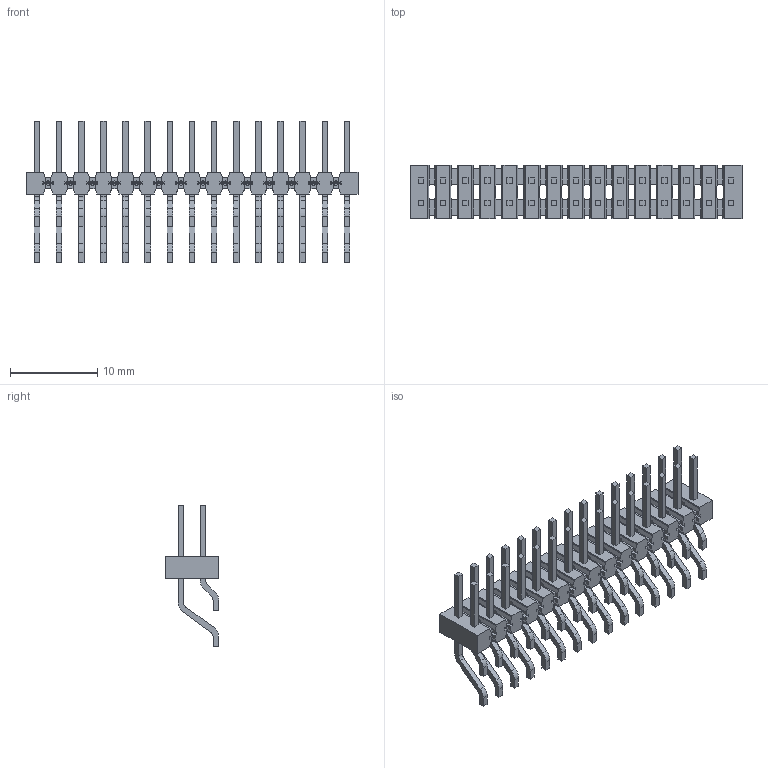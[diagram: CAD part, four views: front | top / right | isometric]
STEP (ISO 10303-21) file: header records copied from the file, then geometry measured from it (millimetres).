
FILE_DESCRIPTION(/* description */ ('STEP AP214'),/* implementation_level */ '2;1');
FILE_NAME(/* name */ 'TSM-115-01-L-DH',/* time_stamp */ '2024-05-18T12:22:32+02:00',/* author */ ('License CC BY-ND 4.0'),/* organization */ ('CADENAS'),/* preprocessor_version */ 'ST-DEVELOPER v19.3',/* originating_system */ 'PARTsolutions',/* authorisation */ ' ');
FILE_SCHEMA (('AUTOMOTIVE_DESIGN {1 0 10303 214 3 1 1}'));
Length unit declared in the file: inch
Products named in the file (3): TSM-115-01-L-DH; TSM-115-01-DH_body; T-1S6-09(-01-15-DH)
Assembly tree (2 placements, depth 2):
  TSM-115-01-L-DH
    TSM-115-01-DH_body
    T-1S6-09(-01-15-DH)
Bounding box: 38.1 x 6.1 x 16.26 mm (x, y, z)
Volume: 611.2 mm3; surface area: 2494.2 mm2
Topology: 2 solids, 2 shells, 1484 faces, 4232 edges, 2784 vertices
Faces by surface type: plane 1308, cylinder 176
Entity records: 47802 total; most frequent: CARTESIAN_POINT 8503, ORIENTED_EDGE 8464, DIRECTION 7558, EDGE_CURVE 4232, LINE 3880, VECTOR 3880, VERTEX_POINT 2784, AXIS2_PLACEMENT_3D 1839
